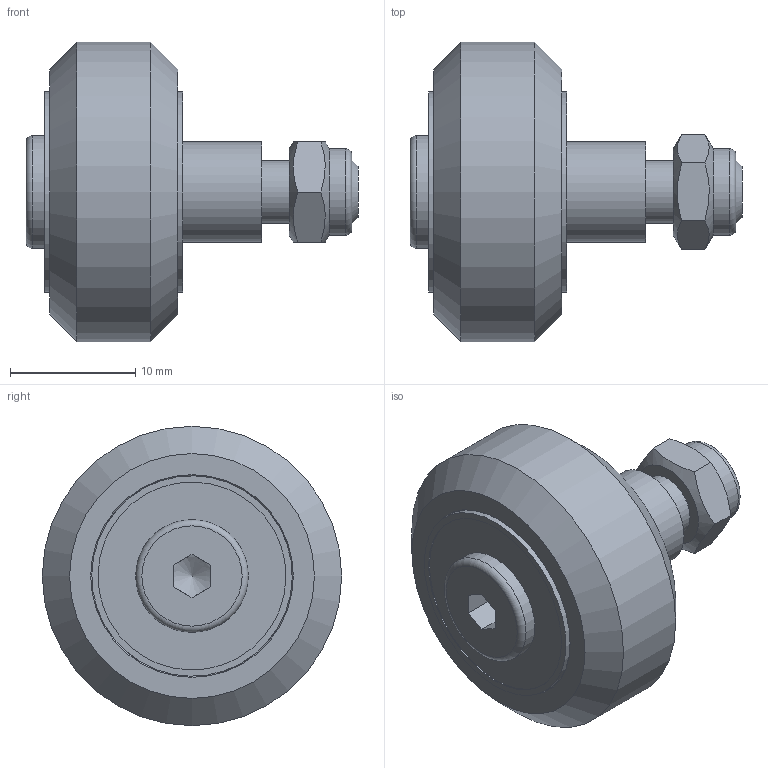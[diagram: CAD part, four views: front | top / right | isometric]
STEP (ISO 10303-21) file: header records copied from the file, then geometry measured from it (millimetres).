
FILE_DESCRIPTION(/* description */ (''),/* implementation_level */ '2;1');
FILE_NAME(/* name */ 'SOLID V WHEEL KIT V POLYCARBONATE (S.24.10.32MM.POLY).stp',/* time_stamp */ '2023-03-01T15:17:26+02:00',/* author */ ('arnold.brand'),/* organization */ (''),/* preprocessor_version */ 'ST-DEVELOPER v19.2',/* originating_system */ 'Autodesk Inventor 2023',/* authorisation */ '');
FILE_SCHEMA (('AUTOMOTIVE_DESIGN { 1 0 10303 214 3 1 1 }'));
Length unit declared in the file: millimetre
Products named in the file (6): SOLID V WHEEL KIT V POLYCARBONATE (S.24.10.32MM.POLY); SOLID V WHEEL KIT V POLYCARBONATE (S.24.10.32MM.POLY)_1; 625RS; WHEEL KIT spacer; LOW PROFILE SCREW M5 X 25  (M5.25); ISO 10511 - M 5 (8-ZP)
Assembly tree (6 placements, depth 2):
  SOLID V WHEEL KIT V POLYCARBONATE (S.24.10.32MM.POLY)
    SOLID V WHEEL KIT V POLYCARBONATE (S.24.10.32MM.POLY)_1
    625RS  x2
    WHEEL KIT spacer
    LOW PROFILE SCREW M5 X 25  (M5.25)
    ISO 10511 - M 5 (8-ZP)
Bounding box: 26.5 x 23.89 x 23.89 mm (x, y, z)
Volume: 4896.8 mm3; surface area: 4234.7 mm2
Topology: 6 solids, 6 shells, 76 faces, 144 edges, 96 vertices
Faces by surface type: plane 38, cylinder 25, cone 10, torus 3
Full cylindrical faces by diameter (mm): 4.134 x1, 5 x4, 5.2 x1, 5.5 x2, 6 x4, 6.9 x1, 8 x1, 9 x1, 13.974 x1, 15 x4, 15.974 x2, 16 x2, 23.89 x1
Entity records: 1962 total; most frequent: CARTESIAN_POINT 322, DIRECTION 317, ORIENTED_EDGE 250, AXIS2_PLACEMENT_3D 135, EDGE_CURVE 125, EDGE_LOOP 83, VERTEX_POINT 82, FACE_OUTER_BOUND 64
